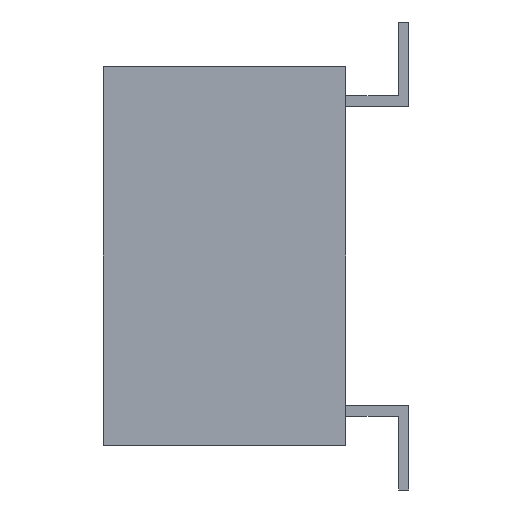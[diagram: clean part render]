
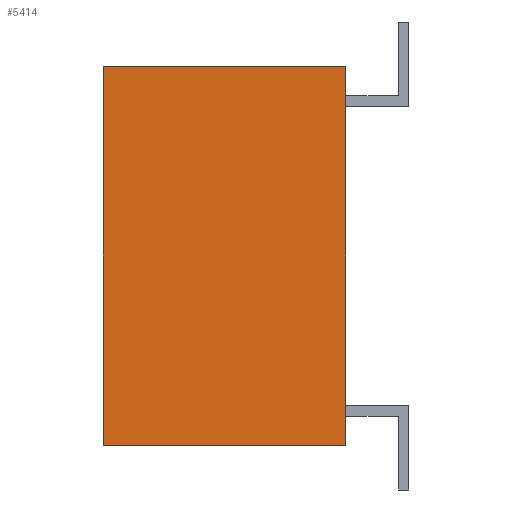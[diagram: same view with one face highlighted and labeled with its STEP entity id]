
A CAD part, left-side view. The second image highlights one B-rep face of the part: STEP entity #5414.
In plain terms, the highlighted planar face has unit normal (-1, 0, 0).
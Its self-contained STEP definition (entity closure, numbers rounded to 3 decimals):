
#21 = CARTESIAN_POINT ( 'NONE',  ( 0., 0., 0. ) ) ;
#40 = VERTEX_POINT ( 'NONE', #1568 ) ;
#91 = FACE_OUTER_BOUND ( 'NONE', #1693, .T. ) ;
#113 = DIRECTION ( 'NONE',  ( 0., -1., 0. ) ) ;
#191 = VERTEX_POINT ( 'NONE', #1956 ) ;
#398 = AXIS2_PLACEMENT_3D ( 'NONE', #3725, #625, #1972 ) ;
#515 = ORIENTED_EDGE ( 'NONE', *, *, #2483, .T. ) ;
#625 = DIRECTION ( 'NONE',  ( 1., 0., 0. ) ) ;
#1040 = CARTESIAN_POINT ( 'NONE',  ( 0., 5.95, 0. ) ) ;
#1098 = EDGE_CURVE ( 'NONE', #191, #2010, #2213, .T. ) ;
#1413 = PLANE ( 'NONE',  #398 ) ;
#1482 = CARTESIAN_POINT ( 'NONE',  ( 0., 0., 0. ) ) ;
#1568 = CARTESIAN_POINT ( 'NONE',  ( 0., 0., -9.3 ) ) ;
#1580 = ORIENTED_EDGE ( 'NONE', *, *, #4322, .T. ) ;
#1633 = CARTESIAN_POINT ( 'NONE',  ( 0., 5.95, 0. ) ) ;
#1693 = EDGE_LOOP ( 'NONE', ( #515, #3382, #5310, #1580 ) ) ;
#1724 = VECTOR ( 'NONE', #2851, 1000. ) ;
#1933 = CARTESIAN_POINT ( 'NONE',  ( 0., 5.95, 0. ) ) ;
#1956 = CARTESIAN_POINT ( 'NONE',  ( 0., 5.95, -9.3 ) ) ;
#1972 = DIRECTION ( 'NONE',  ( 0., 0., -1. ) ) ;
#2010 = VERTEX_POINT ( 'NONE', #1933 ) ;
#2038 = EDGE_CURVE ( 'NONE', #2010, #5889, #5157, .T. ) ;
#2199 = VECTOR ( 'NONE', #5639, 1000. ) ;
#2213 = LINE ( 'NONE', #1633, #5313 ) ;
#2348 = LINE ( 'NONE', #3836, #5165 ) ;
#2483 = EDGE_CURVE ( 'NONE', #40, #5889, #2894, .T. ) ;
#2851 = DIRECTION ( 'NONE',  ( 0., -1., 0. ) ) ;
#2894 = LINE ( 'NONE', #1482, #2199 ) ;
#3382 = ORIENTED_EDGE ( 'NONE', *, *, #2038, .F. ) ;
#3725 = CARTESIAN_POINT ( 'NONE',  ( 0., 5.95, 0. ) ) ;
#3836 = CARTESIAN_POINT ( 'NONE',  ( 0., 5.95, -9.3 ) ) ;
#3936 = DIRECTION ( 'NONE',  ( 0., 0., 1. ) ) ;
#4322 = EDGE_CURVE ( 'NONE', #191, #40, #2348, .T. ) ;
#5157 = LINE ( 'NONE', #1040, #1724 ) ;
#5165 = VECTOR ( 'NONE', #113, 1000. ) ;
#5310 = ORIENTED_EDGE ( 'NONE', *, *, #1098, .F. ) ;
#5313 = VECTOR ( 'NONE', #3936, 1000. ) ;
#5414 = ADVANCED_FACE ( 'NONE', ( #91 ), #1413, .F. ) ;
#5639 = DIRECTION ( 'NONE',  ( 0., 0., 1. ) ) ;
#5889 = VERTEX_POINT ( 'NONE', #21 ) ;
